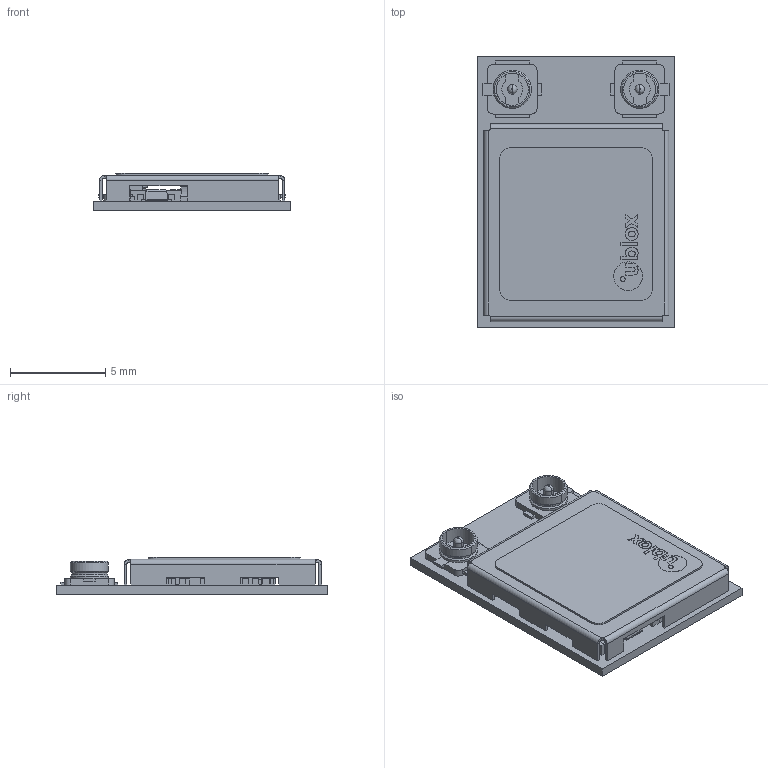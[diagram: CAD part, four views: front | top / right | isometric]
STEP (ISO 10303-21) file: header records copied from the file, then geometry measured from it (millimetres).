
FILE_DESCRIPTION(('Open CASCADE Model'),'2;1');
FILE_NAME('Open CASCADE Shape Model','2021-12-10T13:20:17',('Author'),( 'Open CASCADE'),'Open CASCADE STEP processor 6.8','Open CASCADE 6.8' ,'Unknown');
FILE_SCHEMA(('AUTOMOTIVE_DESIGN { 1 0 10303 214 1 1 1 1 }'));
Length unit declared in the file: millimetre
Products named in the file (102): PCB; Board; Open CASCADE STEP translator 6.8 1.1.1; C51; 6902172272; Extruded; 6902170912; C52; 6902169952; C50; E1; label_with_logo_8x8; label_8x8; logo_full_4mm; logo_x_4mm; logo_o_4mm; logo_l_4mm; logo_b_4mm; logo_u_4mm; MAYA_W1_Shield_UBXH04-0000683; C5; L1; vls201610hbx-1; U2; SOT563; LDF; Mold; U7; PG-TSNP-6-2_C66065-A0004-C013-04-0004; U8; 6898370688; L8; 6902172432; X1; OSC_(EPSON_REF_FA-128); C23; R5; 6902172992; 6926805456; R4 ...
Assembly tree (322 placements, depth 5):
  PCB
    Board
      Open CASCADE STEP translator 6.8 1.1.1
    C51
      6902172272  x2
        Extruded
      6902170912
        Extruded
    C52
      6902169952  x2
        Extruded
      6902170912
        Extruded
    C50
      6902169952  x2
        Extruded
      6902170912
        Extruded
    E1
      label_with_logo_8x8
        label_8x8
        logo_full_4mm
          logo_x_4mm
          logo_o_4mm
          logo_l_4mm
          logo_b_4mm
          logo_u_4mm
      MAYA_W1_Shield_UBXH04-0000683
    C5
      6902172272  x2
        Extruded
      6902170912
        Extruded
    L1
      vls201610hbx-1
    U2
      SOT563
        LDF
        Mold
    U7
      PG-TSNP-6-2_C66065-A0004-C013-04-0004
    U8
      6898370688
    L8
      6902169952  x2
        Extruded
      6902172432
        Extruded
    X1
      OSC_(EPSON_REF_FA-128)
    C23
      6902170912
        Extruded
      6902172272  x2
        Extruded
    R5
      6902172992
        Extruded
      6926805456  x2
        Extruded
Bounding box: 10.4 x 14.3 x 1.97 mm (x, y, z)
Volume: 125.2 mm3; surface area: 1032.1 mm2
Topology: 289 solids, 289 shells, 4090 faces, 10338 edges, 6828 vertices
Faces by surface type: plane 3709, cylinder 225, bspline 108, sphere 16, cone 16, torus 12, revolution 4
Full cylindrical faces by diameter (mm): 0.2 x1
Entity records: 35931 total; most frequent: CARTESIAN_POINT 7680, DIRECTION 5132, ORIENTED_EDGE 4872, EDGE_CURVE 2436, LINE 1840, VECTOR 1840, AXIS2_PLACEMENT_3D 1645, VERTEX_POINT 1575
